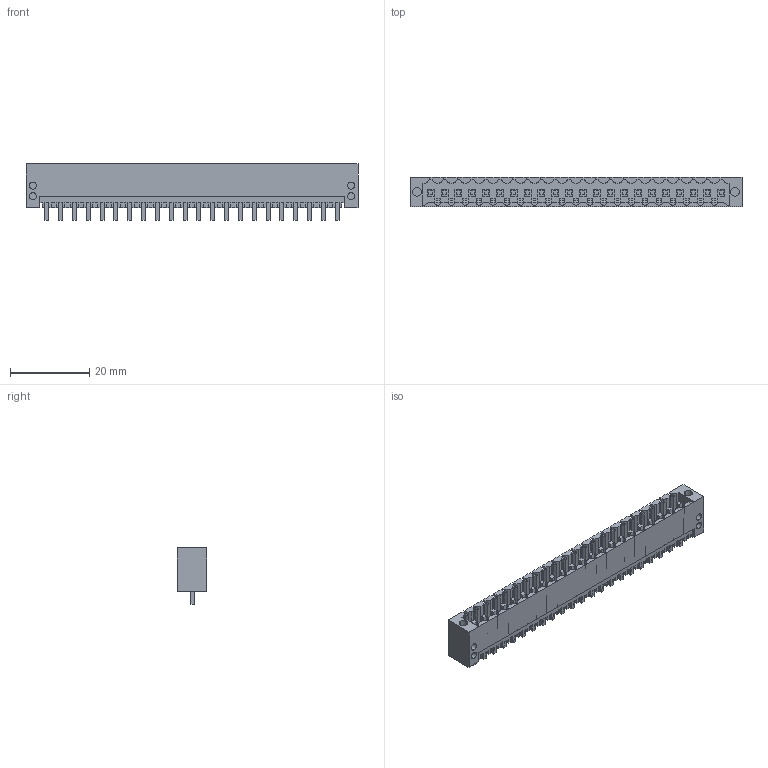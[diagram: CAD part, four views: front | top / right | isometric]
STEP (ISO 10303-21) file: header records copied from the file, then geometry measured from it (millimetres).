
FILE_DESCRIPTION(('CATIA V5 STEP Exchange','CAx-IF Rec.Pracs.--- Model Styling and Organization---1.2---2011-12-15'),'2;1');
FILE_NAME ('D1457312_0_1842970000_1842970000.stp','2018-03-14T17:35:24+00:00',('none'),('Weidmueller'),'CATIA Version 5-6 Release 2014','CATIA V5 STEP AP214','none');
FILE_SCHEMA(('AUTOMOTIVE_DESIGN { 1 0 10303 214 1 1 1 1 }'));
Length unit declared in the file: millimetre
Products named in the file (1): 1842970000
Bounding box: 84 x 7.45 x 14.25 mm (x, y, z)
Volume: 2882.6 mm3; surface area: 7619.4 mm2
Topology: 23 solids, 23 shells, 1708 faces, 5021 edges, 3416 vertices
Faces by surface type: plane 1532, cylinder 176
Entity records: 53464 total; most frequent: ORIENTED_EDGE 10042, CARTESIAN_POINT 9888, DIRECTION 6536, EDGE_CURVE 5021, VECTOR 4581, LINE 4581, VERTEX_POINT 3416, EDGE_LOOP 1809
